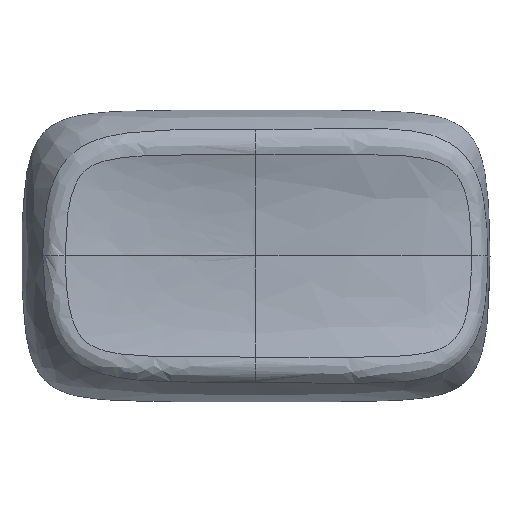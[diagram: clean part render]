
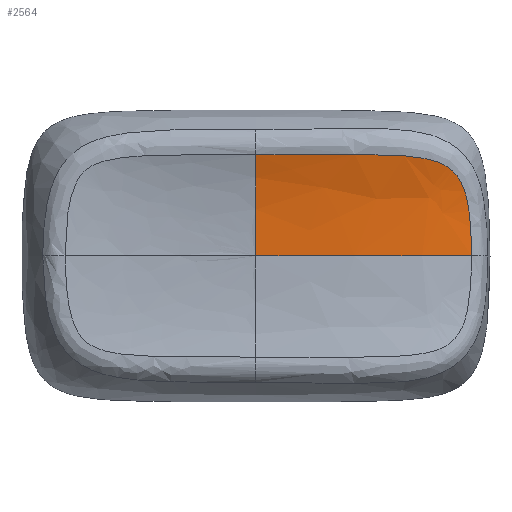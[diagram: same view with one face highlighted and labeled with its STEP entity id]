
A CAD part, top view. The second image highlights one B-rep face of the part: STEP entity #2564.
In plain terms, the highlighted free-form (B-spline) face has degree [3, 3] with [5, 6] control points.
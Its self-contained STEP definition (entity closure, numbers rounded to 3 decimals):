
#16=(
BOUNDED_CURVE()
B_SPLINE_CURVE(5,(#13611,#13612,#13613,#13614,#13615,#13616,#13617,#13618,
#13619,#13620),.UNSPECIFIED.,.F.,.F.)
B_SPLINE_CURVE_WITH_KNOTS((6,1,1,1,1,6),(0.199,0.2,0.4,0.6,0.8,
1.),.UNSPECIFIED.)
CURVE()
GEOMETRIC_REPRESENTATION_ITEM()
RATIONAL_B_SPLINE_CURVE((1.,1.,1.,1.,1.,1.,1.,1.,1.,1.))
REPRESENTATION_ITEM('')
);
#315=FACE_OUTER_BOUND('',#473,.T.);
#473=EDGE_LOOP('',(#2290,#2291,#2292));
#801=B_SPLINE_CURVE_WITH_KNOTS('',3,(#11995,#11996,#11997,#11998,#11999,
#12000,#12001,#12002,#12003,#12004,#12005,#12006,#12007,#12008,#12009,#12010,
#12011),.UNSPECIFIED.,.F.,.F.,(4,2,2,1,1,1,1,1,1,1,1,1,4),(0.,0.37,
0.484,0.718,0.835,0.953,1.07,
1.128,1.187,1.245,1.304,1.421,
1.655),.UNSPECIFIED.);
#824=B_SPLINE_CURVE_WITH_KNOTS('',3,(#12702,#12703,#12704,#12705,#12706,
#12707),.UNSPECIFIED.,.F.,.F.,(4,1,1,4),(0.,0.347,0.578,
0.809),.UNSPECIFIED.);
#1058=VERTEX_POINT('',#11962);
#1063=VERTEX_POINT('',#11993);
#1083=VERTEX_POINT('',#12701);
#1458=EDGE_CURVE('',#1063,#1058,#801,.T.);
#1483=EDGE_CURVE('',#1083,#1058,#824,.T.);
#1489=EDGE_CURVE('',#1063,#1083,#16,.T.);
#2290=ORIENTED_EDGE('',*,*,#1458,.F.);
#2291=ORIENTED_EDGE('',*,*,#1489,.T.);
#2292=ORIENTED_EDGE('',*,*,#1483,.T.);
#2411=B_SPLINE_SURFACE_WITH_KNOTS('',3,3,((#13581,#13582,#13583,#13584,
#13585,#13586),(#13587,#13588,#13589,#13590,#13591,#13592),(#13593,#13594,
#13595,#13596,#13597,#13598),(#13599,#13600,#13601,#13602,#13603,#13604),
(#13605,#13606,#13607,#13608,#13609,#13610)),.UNSPECIFIED.,.F.,.F.,.F.,
(4,1,4),(4,1,1,4),(-1.,-0.653,-0.191),(0.,0.347,
0.578,0.809),.UNSPECIFIED.);
#2564=ADVANCED_FACE('',(#315),#2411,.F.);
#11962=CARTESIAN_POINT('',(12.206,0.,3.684));
#11993=CARTESIAN_POINT('',(0.,5.722,5.504));
#11995=CARTESIAN_POINT('Ctrl Pts',(0.,5.722,
5.504));
#11996=CARTESIAN_POINT('Ctrl Pts',(1.242,5.722,5.504));
#11997=CARTESIAN_POINT('Ctrl Pts',(2.486,5.724,5.49));
#11998=CARTESIAN_POINT('Ctrl Pts',(4.122,5.735,5.439));
#11999=CARTESIAN_POINT('Ctrl Pts',(4.51,5.739,5.424));
#12000=CARTESIAN_POINT('Ctrl Pts',(5.691,5.75,5.37));
#12001=CARTESIAN_POINT('Ctrl Pts',(6.886,5.748,5.29));
#12002=CARTESIAN_POINT('Ctrl Pts',(8.489,5.666,5.093));
#12003=CARTESIAN_POINT('Ctrl Pts',(9.672,5.52,4.883));
#12004=CARTESIAN_POINT('Ctrl Pts',(10.622,5.225,4.621));
#12005=CARTESIAN_POINT('Ctrl Pts',(11.212,4.764,4.374));
#12006=CARTESIAN_POINT('Ctrl Pts',(11.534,4.333,4.203));
#12007=CARTESIAN_POINT('Ctrl Pts',(11.761,3.845,4.056));
#12008=CARTESIAN_POINT('Ctrl Pts',(11.969,3.156,3.9));
#12009=CARTESIAN_POINT('Ctrl Pts',(12.166,1.895,3.723));
#12010=CARTESIAN_POINT('Ctrl Pts',(12.206,0.761,3.684));
#12011=CARTESIAN_POINT('Ctrl Pts',(12.206,0.,
3.684));
#12701=CARTESIAN_POINT('',(0.,0.,4.8));
#12702=CARTESIAN_POINT('Ctrl Pts',(0.,0.,
4.8));
#12703=CARTESIAN_POINT('Ctrl Pts',(2.869,0.,
4.8));
#12704=CARTESIAN_POINT('Ctrl Pts',(6.521,0.,
4.658));
#12705=CARTESIAN_POINT('Ctrl Pts',(9.965,0.,
4.218));
#12706=CARTESIAN_POINT('Ctrl Pts',(11.507,0.,
3.878));
#12707=CARTESIAN_POINT('Ctrl Pts',(12.206,0.,
3.684));
#13581=CARTESIAN_POINT('Ctrl Pts',(0.,0.,
4.8));
#13582=CARTESIAN_POINT('Ctrl Pts',(2.869,0.,
4.8));
#13583=CARTESIAN_POINT('Ctrl Pts',(6.521,0.,
4.658));
#13584=CARTESIAN_POINT('Ctrl Pts',(9.965,0.,
4.218));
#13585=CARTESIAN_POINT('Ctrl Pts',(11.507,0.,
3.878));
#13586=CARTESIAN_POINT('Ctrl Pts',(12.206,0.,
3.684));
#13587=CARTESIAN_POINT('Ctrl Pts',(0.,1.361,
4.8));
#13588=CARTESIAN_POINT('Ctrl Pts',(2.869,1.361,4.8));
#13589=CARTESIAN_POINT('Ctrl Pts',(6.521,1.361,4.658));
#13590=CARTESIAN_POINT('Ctrl Pts',(9.965,1.361,4.218));
#13591=CARTESIAN_POINT('Ctrl Pts',(11.507,1.361,3.878));
#13592=CARTESIAN_POINT('Ctrl Pts',(12.206,1.361,3.684));
#13593=CARTESIAN_POINT('Ctrl Pts',(0.,3.766,
4.946));
#13594=CARTESIAN_POINT('Ctrl Pts',(2.871,3.766,4.946));
#13595=CARTESIAN_POINT('Ctrl Pts',(6.53,3.766,4.804));
#13596=CARTESIAN_POINT('Ctrl Pts',(9.989,3.766,4.363));
#13597=CARTESIAN_POINT('Ctrl Pts',(11.541,3.766,4.02));
#13598=CARTESIAN_POINT('Ctrl Pts',(12.245,3.766,3.825));
#13599=CARTESIAN_POINT('Ctrl Pts',(0.,5.1,
5.295));
#13600=CARTESIAN_POINT('Ctrl Pts',(2.878,5.1,5.295));
#13601=CARTESIAN_POINT('Ctrl Pts',(6.553,5.1,5.153));
#13602=CARTESIAN_POINT('Ctrl Pts',(10.046,5.1,4.708));
#13603=CARTESIAN_POINT('Ctrl Pts',(11.621,5.1,4.361));
#13604=CARTESIAN_POINT('Ctrl Pts',(12.339,5.1,4.161));
#13605=CARTESIAN_POINT('Ctrl Pts',(0.,5.755,
5.515));
#13606=CARTESIAN_POINT('Ctrl Pts',(2.882,5.755,5.515));
#13607=CARTESIAN_POINT('Ctrl Pts',(6.568,5.755,5.372));
#13608=CARTESIAN_POINT('Ctrl Pts',(10.082,5.755,4.925));
#13609=CARTESIAN_POINT('Ctrl Pts',(11.671,5.755,4.575));
#13610=CARTESIAN_POINT('Ctrl Pts',(12.397,5.755,4.373));
#13611=CARTESIAN_POINT('Ctrl Pts',(0.,5.722,
5.504));
#13612=CARTESIAN_POINT('Ctrl Pts',(0.,5.721,
5.504));
#13613=CARTESIAN_POINT('Ctrl Pts',(0.,5.548,
5.447));
#13614=CARTESIAN_POINT('Ctrl Pts',(0.,5.189,
5.336));
#13615=CARTESIAN_POINT('Ctrl Pts',(0.,4.6,
5.179));
#13616=CARTESIAN_POINT('Ctrl Pts',(0.,3.684,
4.995));
#13617=CARTESIAN_POINT('Ctrl Pts',(0.,2.488,
4.864));
#13618=CARTESIAN_POINT('Ctrl Pts',(0.,1.352,
4.812));
#13619=CARTESIAN_POINT('Ctrl Pts',(0.,0.471,
4.8));
#13620=CARTESIAN_POINT('Ctrl Pts',(0.,0.,
4.8));
